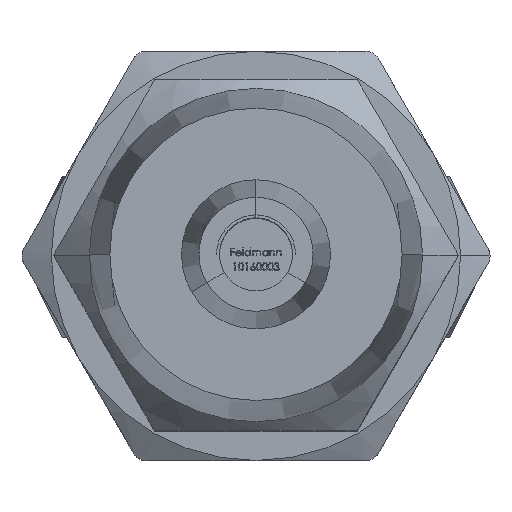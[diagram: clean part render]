
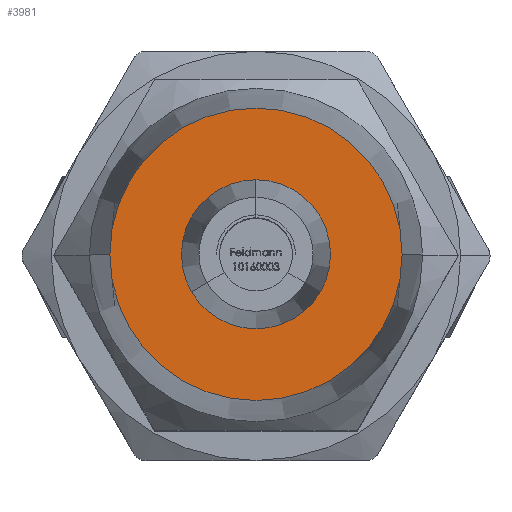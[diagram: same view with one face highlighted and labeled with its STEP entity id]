
A CAD part, top view. The second image highlights one B-rep face of the part: STEP entity #3981.
In plain terms, the highlighted planar face has unit normal (0, 0, 1).
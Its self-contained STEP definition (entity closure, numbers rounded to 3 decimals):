
#1216 = VERTEX_POINT ( 'NONE', #17995 ) ;
#1574 = CIRCLE ( 'NONE', #10059, 5. ) ;
#1721 = CIRCLE ( 'NONE', #18580, 2.55 ) ;
#3547 = VERTEX_POINT ( 'NONE', #4502 ) ;
#3981 = ADVANCED_FACE ( 'NONE', ( #15191, #11323 ), #9262, .F. ) ;
#4137 = EDGE_CURVE ( 'NONE', #1216, #11143, #1574, .T. ) ;
#4225 = CARTESIAN_POINT ( 'NONE',  ( 5., 0., 30.5 ) ) ;
#4502 = CARTESIAN_POINT ( 'NONE',  ( -2.55, 0., 30.5 ) ) ;
#4549 = AXIS2_PLACEMENT_3D ( 'NONE', #10908, #13826, #9656 ) ;
#5442 = DIRECTION ( 'NONE',  ( 0., 0., -1. ) ) ;
#6070 = ORIENTED_EDGE ( 'NONE', *, *, #13940, .T. ) ;
#6236 = ORIENTED_EDGE ( 'NONE', *, *, #4137, .F. ) ;
#6494 = VERTEX_POINT ( 'NONE', #12892 ) ;
#6706 = DIRECTION ( 'NONE',  ( -1., 0., 0. ) ) ;
#6906 = DIRECTION ( 'NONE',  ( -1., 0., 0. ) ) ;
#7772 = DIRECTION ( 'NONE',  ( 0., 0., -1. ) ) ;
#8046 = DIRECTION ( 'NONE',  ( 0., 0., -1. ) ) ;
#8121 = CARTESIAN_POINT ( 'NONE',  ( 0., 0., 30.5 ) ) ;
#8444 = EDGE_CURVE ( 'NONE', #6494, #3547, #1721, .T. ) ;
#8507 = CARTESIAN_POINT ( 'NONE',  ( 0., 0., 30.5 ) ) ;
#8529 = AXIS2_PLACEMENT_3D ( 'NONE', #16720, #8046, #9446 ) ;
#9099 = CIRCLE ( 'NONE', #17769, 2.55 ) ;
#9262 = PLANE ( 'NONE',  #4549 ) ;
#9446 = DIRECTION ( 'NONE',  ( -1., 0., 0. ) ) ;
#9583 = DIRECTION ( 'NONE',  ( 0., 0., -1. ) ) ;
#9656 = DIRECTION ( 'NONE',  ( -1., 0., 0. ) ) ;
#10059 = AXIS2_PLACEMENT_3D ( 'NONE', #8507, #5442, #6906 ) ;
#10614 = EDGE_LOOP ( 'NONE', ( #6070, #13760 ) ) ;
#10908 = CARTESIAN_POINT ( 'NONE',  ( 5., 0., 30.5 ) ) ;
#11143 = VERTEX_POINT ( 'NONE', #4225 ) ;
#11323 = FACE_BOUND ( 'NONE', #10614, .T. ) ;
#12514 = ORIENTED_EDGE ( 'NONE', *, *, #12883, .F. ) ;
#12518 = CIRCLE ( 'NONE', #8529, 5. ) ;
#12883 = EDGE_CURVE ( 'NONE', #11143, #1216, #12518, .T. ) ;
#12892 = CARTESIAN_POINT ( 'NONE',  ( 2.55, 0., 30.5 ) ) ;
#13760 = ORIENTED_EDGE ( 'NONE', *, *, #8444, .T. ) ;
#13826 = DIRECTION ( 'NONE',  ( 0., 0., -1. ) ) ;
#13940 = EDGE_CURVE ( 'NONE', #3547, #6494, #9099, .T. ) ;
#14211 = EDGE_LOOP ( 'NONE', ( #6236, #12514 ) ) ;
#15191 = FACE_OUTER_BOUND ( 'NONE', #14211, .T. ) ;
#16509 = CARTESIAN_POINT ( 'NONE',  ( 0., 0., 30.5 ) ) ;
#16720 = CARTESIAN_POINT ( 'NONE',  ( 0., 0., 30.5 ) ) ;
#17769 = AXIS2_PLACEMENT_3D ( 'NONE', #16509, #7772, #17988 ) ;
#17988 = DIRECTION ( 'NONE',  ( -1., 0., 0. ) ) ;
#17995 = CARTESIAN_POINT ( 'NONE',  ( -5., 0., 30.5 ) ) ;
#18580 = AXIS2_PLACEMENT_3D ( 'NONE', #8121, #9583, #6706 ) ;
